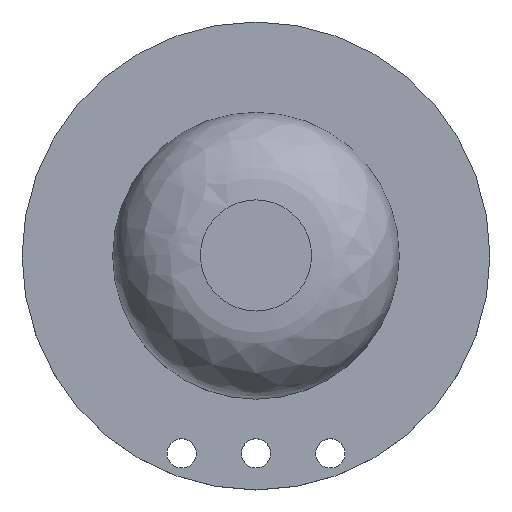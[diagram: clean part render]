
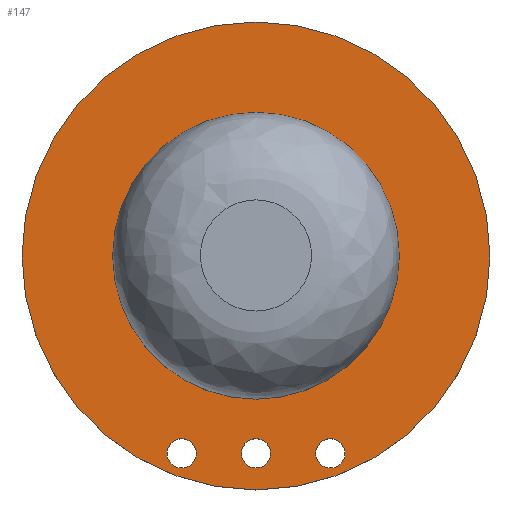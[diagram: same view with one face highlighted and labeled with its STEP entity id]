
A CAD part, top view. The second image highlights one B-rep face of the part: STEP entity #147.
In plain terms, the highlighted planar face has unit normal (0, 0, 1).
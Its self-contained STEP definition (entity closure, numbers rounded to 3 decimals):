
#15=FACE_BOUND('',#57,.T.);
#16=FACE_BOUND('',#58,.T.);
#17=FACE_BOUND('',#59,.T.);
#18=FACE_BOUND('',#60,.T.);
#23=PLANE('',#181);
#47=FACE_OUTER_BOUND('',#56,.T.);
#56=EDGE_LOOP('',(#130));
#57=EDGE_LOOP('',(#131));
#58=EDGE_LOOP('',(#132));
#59=EDGE_LOOP('',(#133));
#60=EDGE_LOOP('',(#134));
#68=CIRCLE('',#167,4.9);
#70=CIRCLE('',#171,0.5);
#72=CIRCLE('',#174,0.5);
#74=CIRCLE('',#177,0.5);
#75=CIRCLE('',#179,8.);
#79=VERTEX_POINT('',#264);
#81=VERTEX_POINT('',#271);
#83=VERTEX_POINT('',#277);
#85=VERTEX_POINT('',#283);
#86=VERTEX_POINT('',#287);
#92=EDGE_CURVE('',#79,#79,#68,.T.);
#95=EDGE_CURVE('',#81,#81,#70,.T.);
#98=EDGE_CURVE('',#83,#83,#72,.T.);
#101=EDGE_CURVE('',#85,#85,#74,.T.);
#102=EDGE_CURVE('',#86,#86,#75,.T.);
#130=ORIENTED_EDGE('',*,*,#102,.T.);
#131=ORIENTED_EDGE('',*,*,#92,.T.);
#132=ORIENTED_EDGE('',*,*,#95,.T.);
#133=ORIENTED_EDGE('',*,*,#98,.T.);
#134=ORIENTED_EDGE('',*,*,#101,.T.);
#147=ADVANCED_FACE('',(#47,#15,#16,#17,#18),#23,.T.);
#167=AXIS2_PLACEMENT_3D('',#266,#194,#195);
#171=AXIS2_PLACEMENT_3D('',#273,#203,#204);
#174=AXIS2_PLACEMENT_3D('',#279,#210,#211);
#177=AXIS2_PLACEMENT_3D('',#285,#217,#218);
#179=AXIS2_PLACEMENT_3D('',#288,#221,#222);
#181=AXIS2_PLACEMENT_3D('',#292,#226,#227);
#194=DIRECTION('center_axis',(0.,0.,-1.));
#195=DIRECTION('ref_axis',(1.,0.,0.));
#203=DIRECTION('center_axis',(0.,0.,-1.));
#204=DIRECTION('ref_axis',(1.,0.,0.));
#210=DIRECTION('center_axis',(0.,0.,-1.));
#211=DIRECTION('ref_axis',(1.,0.,0.));
#217=DIRECTION('center_axis',(0.,0.,-1.));
#218=DIRECTION('ref_axis',(1.,0.,0.));
#221=DIRECTION('center_axis',(0.,0.,1.));
#222=DIRECTION('ref_axis',(1.,0.,0.));
#226=DIRECTION('center_axis',(0.,0.,1.));
#227=DIRECTION('ref_axis',(1.,0.,0.));
#264=CARTESIAN_POINT('',(3.1,8.,1.6));
#266=CARTESIAN_POINT('Origin',(8.,8.,1.6));
#271=CARTESIAN_POINT('',(10.04,1.25,1.6));
#273=CARTESIAN_POINT('Origin',(10.54,1.25,1.6));
#277=CARTESIAN_POINT('',(4.96,1.25,1.6));
#279=CARTESIAN_POINT('Origin',(5.46,1.25,1.6));
#283=CARTESIAN_POINT('',(7.5,1.25,1.6));
#285=CARTESIAN_POINT('Origin',(8.,1.25,1.6));
#287=CARTESIAN_POINT('',(0.,8.,1.6));
#288=CARTESIAN_POINT('Origin',(8.,8.,1.6));
#292=CARTESIAN_POINT('Origin',(8.,8.,1.6));
